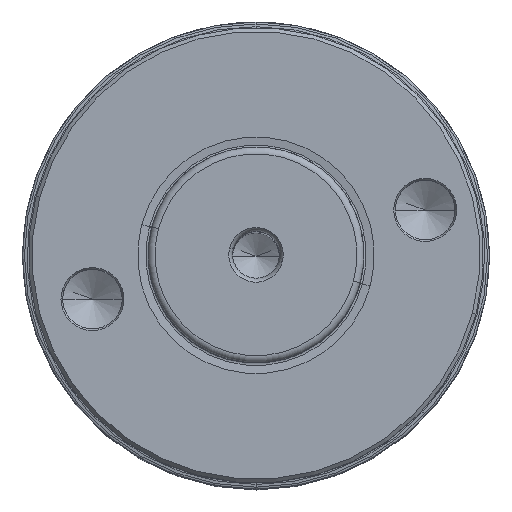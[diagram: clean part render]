
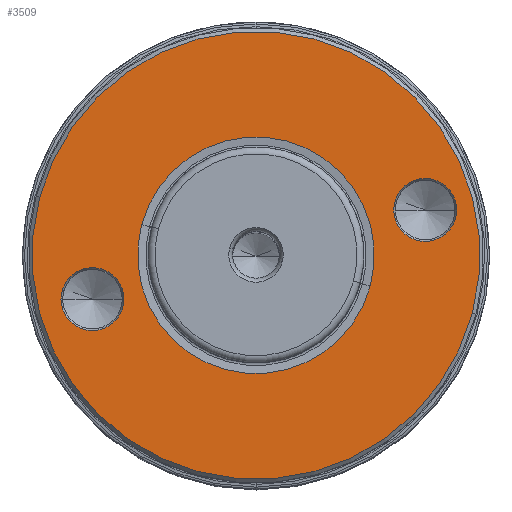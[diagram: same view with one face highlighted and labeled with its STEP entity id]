
A CAD part, top view. The second image highlights one B-rep face of the part: STEP entity #3509.
In plain terms, the highlighted face is planar.
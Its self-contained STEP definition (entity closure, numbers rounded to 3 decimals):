
#405=CARTESIAN_POINT('',(0.,0.,0.));
#406=DIRECTION('',(0.,0.,-1.));
#407=DIRECTION('',(0.966,0.259,0.));
#408=AXIS2_PLACEMENT_3D('',#405,#406,#407);
#427=CARTESIAN_POINT('',(0.,0.,0.));
#428=DIRECTION('',(0.,0.,1.));
#429=DIRECTION('',(0.966,0.259,0.));
#430=AXIS2_PLACEMENT_3D('',#427,#428,#429);
#435=CARTESIAN_POINT('',(0.,0.,0.));
#436=DIRECTION('',(0.,0.,-1.));
#437=DIRECTION('',(0.966,0.259,0.));
#438=AXIS2_PLACEMENT_3D('',#435,#436,#437);
#443=CARTESIAN_POINT('',(0.,0.,0.));
#444=DIRECTION('',(0.,0.,-1.));
#445=DIRECTION('',(-0.966,-0.259,0.));
#446=AXIS2_PLACEMENT_3D('',#443,#444,#445);
#451=CARTESIAN_POINT('',(28.012,-7.506,0.));
#452=DIRECTION('',(0.,0.,1.));
#453=DIRECTION('',(-1.,0.,0.));
#454=AXIS2_PLACEMENT_3D('',#451,#452,#453);
#459=CARTESIAN_POINT('',(28.012,-7.506,0.));
#460=DIRECTION('',(0.,0.,1.));
#461=DIRECTION('',(1.,0.,0.));
#462=AXIS2_PLACEMENT_3D('',#459,#460,#461);
#467=CARTESIAN_POINT('',(-28.978,7.765,0.));
#468=DIRECTION('',(0.,0.,1.));
#469=DIRECTION('',(-1.,0.,0.));
#470=AXIS2_PLACEMENT_3D('',#467,#468,#469);
#475=CARTESIAN_POINT('',(-28.978,7.765,0.));
#476=DIRECTION('',(0.,0.,1.));
#477=DIRECTION('',(1.,0.,0.));
#478=AXIS2_PLACEMENT_3D('',#475,#476,#477);
#2972=CARTESIAN_POINT('',(37.054,9.929,0.));
#2974=VERTEX_POINT('',#2972);
#2986=CARTESIAN_POINT('',(-37.054,-9.929,0.));
#2988=VERTEX_POINT('',#2986);
#3012=CARTESIAN_POINT('',(19.575,5.245,0.));
#3013=CARTESIAN_POINT('',(-19.575,-5.245,0.));
#3014=VERTEX_POINT('',#3012);
#3015=VERTEX_POINT('',#3013);
#3054=CARTESIAN_POINT('',(22.623,-7.506,0.));
#3055=CARTESIAN_POINT('',(33.401,-7.506,0.));
#3056=VERTEX_POINT('',#3054);
#3057=VERTEX_POINT('',#3055);
#3068=CARTESIAN_POINT('',(-34.366,7.765,0.));
#3069=CARTESIAN_POINT('',(-23.589,7.765,0.));
#3070=VERTEX_POINT('',#3068);
#3071=VERTEX_POINT('',#3069);
#3482=CARTESIAN_POINT('',(0.,0.,0.));
#3483=DIRECTION('',(0.,0.,-1.));
#3484=DIRECTION('',(-0.966,-0.259,0.));
#3485=AXIS2_PLACEMENT_3D('',#3482,#3483,#3484);
#3486=PLANE('',#3485);
#3487=ORIENTED_EDGE('',*,*,#3477,.T.);
#3488=ORIENTED_EDGE('',*,*,#3461,.F.);
#3489=EDGE_LOOP('',(#3487,#3488));
#3490=FACE_OUTER_BOUND('',#3489,.F.);
#3492=ORIENTED_EDGE('',*,*,#3491,.T.);
#3494=ORIENTED_EDGE('',*,*,#3493,.T.);
#3495=EDGE_LOOP('',(#3492,#3494));
#3496=FACE_BOUND('',#3495,.F.);
#3498=ORIENTED_EDGE('',*,*,#3497,.F.);
#3500=ORIENTED_EDGE('',*,*,#3499,.F.);
#3501=EDGE_LOOP('',(#3498,#3500));
#3502=FACE_BOUND('',#3501,.F.);
#3504=ORIENTED_EDGE('',*,*,#3503,.F.);
#3506=ORIENTED_EDGE('',*,*,#3505,.F.);
#3507=EDGE_LOOP('',(#3504,#3506));
#3508=FACE_BOUND('',#3507,.F.);
#3509=ADVANCED_FACE('',(#3490,#3496,#3502,#3508),#3486,.T.);
#409=CIRCLE('',#408,38.361);
#431=CIRCLE('',#430,38.361);
#439=CIRCLE('',#438,20.265);
#447=CIRCLE('',#446,20.265);
#455=CIRCLE('',#454,5.389);
#463=CIRCLE('',#462,5.389);
#471=CIRCLE('',#470,5.389);
#479=CIRCLE('',#478,5.389);
#3461=EDGE_CURVE('',#2974,#2988,#409,.T.);
#3477=EDGE_CURVE('',#2974,#2988,#431,.T.);
#3491=EDGE_CURVE('',#3014,#3015,#439,.T.);
#3493=EDGE_CURVE('',#3015,#3014,#447,.T.);
#3497=EDGE_CURVE('',#3056,#3057,#455,.T.);
#3499=EDGE_CURVE('',#3057,#3056,#463,.T.);
#3503=EDGE_CURVE('',#3070,#3071,#471,.T.);
#3505=EDGE_CURVE('',#3071,#3070,#479,.T.);
